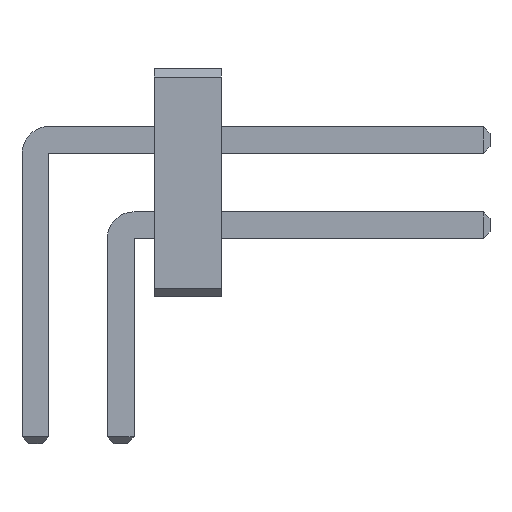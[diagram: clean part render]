
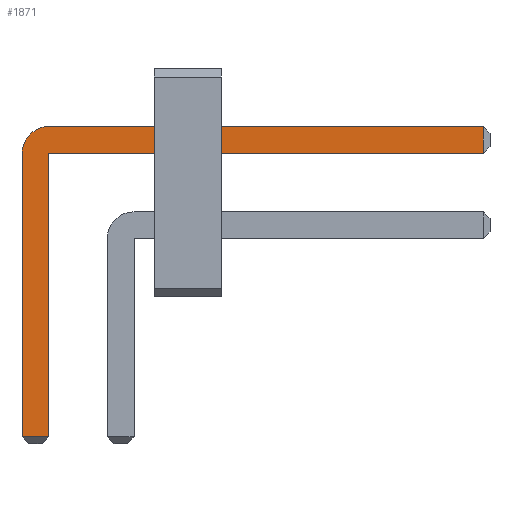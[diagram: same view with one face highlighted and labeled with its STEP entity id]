
A CAD part, front view. The second image highlights one B-rep face of the part: STEP entity #1871.
In plain terms, the highlighted planar face has unit normal (0, -1, 0).
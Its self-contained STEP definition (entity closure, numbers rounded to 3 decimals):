
#13=DIRECTION('',(0.,0.,1.));
#784=VECTOR('',#13,1.);
#1548=VECTOR('',#1549,1.);
#1549=DIRECTION('',(0.,0.,-1.));
#1675=VECTOR('',#1676,1.);
#1676=DIRECTION('',(1.,0.,0.));
#1688=VECTOR('',#1689,1.);
#1689=DIRECTION('',(-1.,0.,0.));
#1710=DIRECTION('',(-0.,1.,0.));
#1714=DIRECTION('',(0.,1.,0.));
#1715=DIRECTION('',(0.,0.,1.));
#1722=VERTEX_POINT('',#1723);
#1723=CARTESIAN_POINT('',(0.2,-15.44,2.535));
#1725=ORIENTED_EDGE('',*,*,#1726,.T.);
#1726=EDGE_CURVE('',#1722,#1727,#1729,.T.);
#1727=VERTEX_POINT('',#1728);
#1728=CARTESIAN_POINT('',(6.67,-15.44,2.535));
#1729=LINE('',#1730,#1675);
#1730=CARTESIAN_POINT('',(-0.2,-15.44,2.535));
#1767=EDGE_CURVE('',#1768,#1722,#1770,.T.);
#1768=VERTEX_POINT('',#1769);
#1769=CARTESIAN_POINT('',(-0.2,-15.44,2.135));
#1770=CIRCLE('',#1771,0.4);
#1771=AXIS2_PLACEMENT_3D('',#1772,#1710,#1549);
#1772=CARTESIAN_POINT('',(0.2,-15.44,2.135));
#1784=VERTEX_POINT('',#1785);
#1785=CARTESIAN_POINT('',(6.67,-15.44,2.135));
#1787=ORIENTED_EDGE('',*,*,#1788,.T.);
#1788=EDGE_CURVE('',#1784,#1789,#1790,.T.);
#1789=VERTEX_POINT('',#1772);
#1790=LINE('',#1791,#1688);
#1791=CARTESIAN_POINT('',(6.77,-15.44,2.135));
#1803=VERTEX_POINT('',#1804);
#1804=CARTESIAN_POINT('',(-0.2,-15.44,-2.085));
#1806=ORIENTED_EDGE('',*,*,#1807,.T.);
#1807=EDGE_CURVE('',#1803,#1768,#1808,.T.);
#1808=LINE('',#1809,#784);
#1809=CARTESIAN_POINT('',(-0.2,-15.44,-2.185));
#1817=ORIENTED_EDGE('',*,*,#1818,.T.);
#1818=EDGE_CURVE('',#1789,#1819,#1821,.T.);
#1819=VERTEX_POINT('',#1820);
#1820=CARTESIAN_POINT('',(0.2,-15.44,-2.085));
#1821=LINE('',#1772,#1548);
#1871=ADVANCED_FACE('',(#1872),#1881,.F.);
#1872=FACE_BOUND('',#1873,.F.);
#1873=EDGE_LOOP('',(#1725,#1874,#1787,#1817,#1877,#1806,#1880));
#1874=ORIENTED_EDGE('',*,*,#1875,.T.);
#1875=EDGE_CURVE('',#1727,#1784,#1876,.T.);
#1876=LINE('',#1728,#1548);
#1877=ORIENTED_EDGE('',*,*,#1878,.T.);
#1878=EDGE_CURVE('',#1819,#1803,#1879,.T.);
#1879=LINE('',#1820,#1688);
#1880=ORIENTED_EDGE('',*,*,#1767,.T.);
#1881=PLANE('',#1882);
#1882=AXIS2_PLACEMENT_3D('',#1883,#1714,#1715);
#1883=CARTESIAN_POINT('',(2.071,-15.44,1.389));
